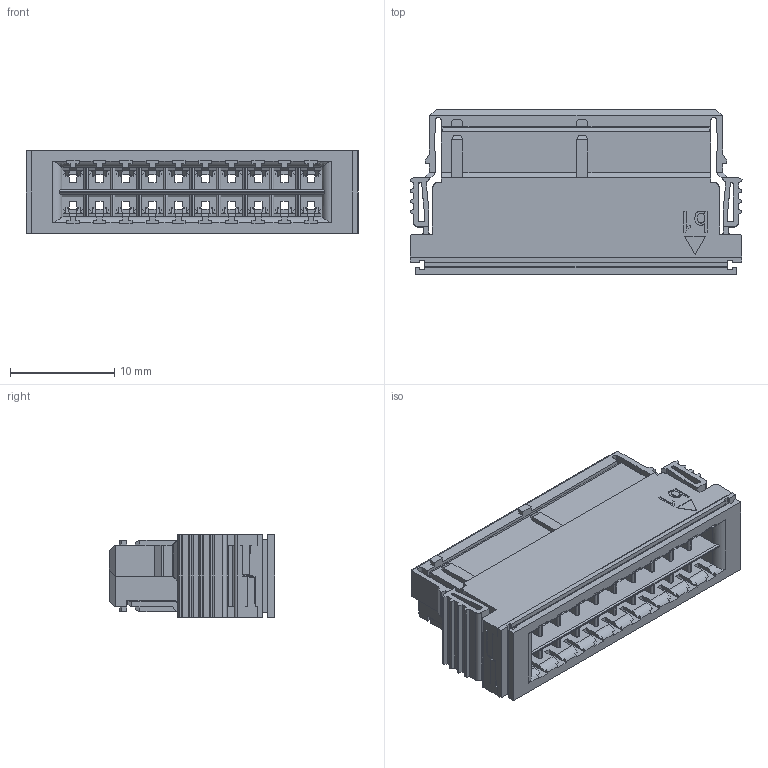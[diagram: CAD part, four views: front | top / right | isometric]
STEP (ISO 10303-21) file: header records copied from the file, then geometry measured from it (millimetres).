
FILE_DESCRIPTION( ('This file contains a STEP AP42 implementation' ,'as created by ZW3D STEP Interface translator.') ,'2;1' );
FILE_NAME( '3915-S10-2C00GEXA1.stp' ,'23 9 5. 85654', (''), ('ZWCAD Software Co.'), 'Version 1.0', 'ZW3D to STEP translator', '' );
FILE_SCHEMA(('AUTOMOTIVE_DESIGN { 1 0 10303 214 1 1 1 1 }'));
Length unit declared in the file: millimetre
Products named in the file (2): 0; F20-180
Bounding box: 31.87 x 15.9 x 7.94 mm (x, y, z)
Volume: 1957.5 mm3; surface area: 5813 mm2
Topology: 1 solids, 1 shells, 1898 faces, 5546 edges, 3624 vertices
Faces by surface type: plane 1626, cylinder 196, bspline 68, sphere 8
Entity records: 64292 total; most frequent: CARTESIAN_POINT 12893, ORIENTED_EDGE 11092, DIRECTION 9088, EDGE_CURVE 5546, VECTOR 4640, LINE 4640, VERTEX_POINT 3624, AXIS2_PLACEMENT_3D 2224
